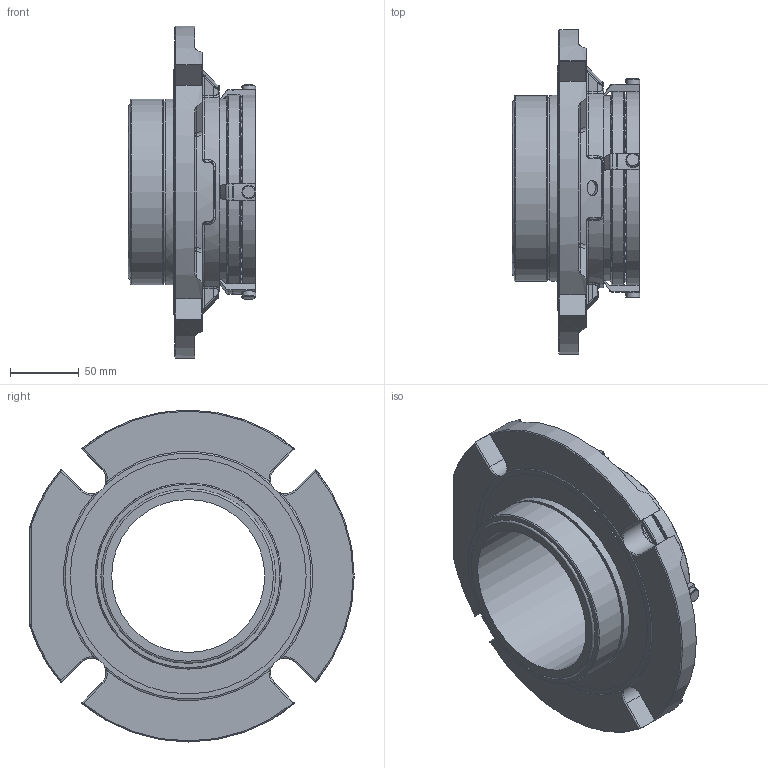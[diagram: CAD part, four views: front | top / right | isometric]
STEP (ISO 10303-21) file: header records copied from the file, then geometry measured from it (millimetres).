
FILE_DESCRIPTION(/* description */ ('Unknown'),/* implementation_level */ '2;1');
FILE_NAME(/* name */ '4.375',/* time_stamp */ '2023-02-07T16:31:43+00:00',/* author */ ('Unknown'),/* organization */ ('Unknown'),/* preprocessor_version */ 'ST-DEVELOPER v16.7',/* originating_system */ 'Solid Edge',/* authorisation */ 'Unknown');
FILE_SCHEMA (('AUTOMOTIVE_DESIGN {1 0 10303 214 3 1 1}'));
Length unit declared in the file: millimetre
Products named in the file (1): 4.375
Bounding box: 92.58 x 235.52 x 241.05 mm (x, y, z)
Volume: 1016761.7 mm3; surface area: 169229.4 mm2
Topology: 1 solids, 1 shells, 707 faces, 1770 edges, 1123 vertices
Faces by surface type: plane 233, cylinder 200, torus 122, bspline 91, sphere 40, cone 21
Full cylindrical faces by diameter (mm): 2.867 x32, 3.172 x2, 3.761 x1, 5.994 x4, 9.99 x4, 10.998 x2, 111.125 x1, 117.332 x1, 120.631 x1, 128.852 x1, 131.821 x1, 134.688 x1, 134.79 x1, 135.12 x1, 140.981 x1, 171.279 x1
Entity records: 23386 total; most frequent: CARTESIAN_POINT 7910, ORIENTED_EDGE 3208, DIRECTION 3027, EDGE_CURVE 1604, AXIS2_PLACEMENT_3D 1252, VERTEX_POINT 1066, EDGE_LOOP 904, FACE_BOUND 904
